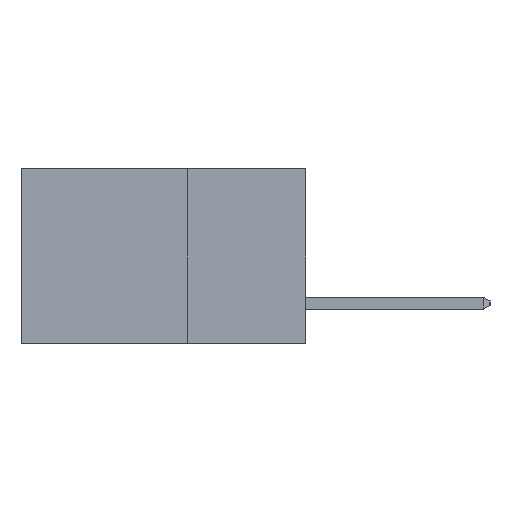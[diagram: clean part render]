
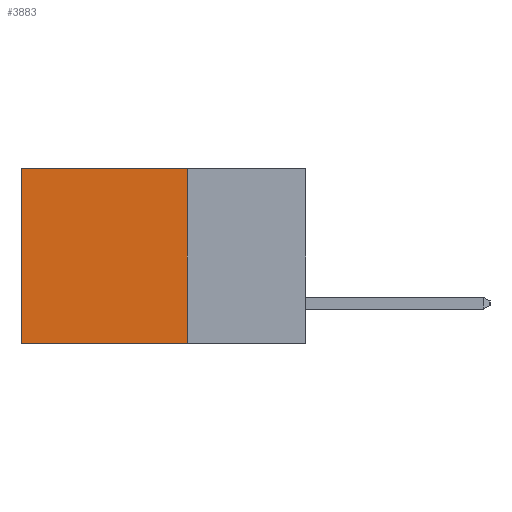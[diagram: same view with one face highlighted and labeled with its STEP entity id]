
A CAD part, left-side view. The second image highlights one B-rep face of the part: STEP entity #3883.
In plain terms, the highlighted planar face has unit normal (-1, 0, 0).
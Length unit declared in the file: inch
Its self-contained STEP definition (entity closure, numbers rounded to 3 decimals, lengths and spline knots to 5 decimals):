
#296 = CARTESIAN_POINT ( 'NONE',  ( 0.2615, 0.25, -0.37 ) ) ;
#465 = VERTEX_POINT ( 'NONE', #819 ) ;
#726 = CARTESIAN_POINT ( 'NONE',  ( 0.2615, 0.25, 0. ) ) ;
#819 = CARTESIAN_POINT ( 'NONE',  ( 0.2615, 0.25, -0.37 ) ) ;
#1196 = PLANE ( 'NONE',  #1962 ) ;
#1238 = CARTESIAN_POINT ( 'NONE',  ( 0.2615, 0.25, -0.37 ) ) ;
#1502 = VECTOR ( 'NONE', #9030, 39.37008 ) ;
#1670 = DIRECTION ( 'NONE',  ( 0., 0., -1. ) ) ;
#1676 = DIRECTION ( 'NONE',  ( 1., 0., 0. ) ) ;
#1702 = ORIENTED_EDGE ( 'NONE', *, *, #2581, .F. ) ;
#1962 = AXIS2_PLACEMENT_3D ( 'NONE', #1238, #1676, #1670 ) ;
#2100 = ORIENTED_EDGE ( 'NONE', *, *, #4475, .F. ) ;
#2581 = EDGE_CURVE ( 'NONE', #7956, #465, #6298, .T. ) ;
#3503 = VERTEX_POINT ( 'NONE', #3904 ) ;
#3681 = LINE ( 'NONE', #9054, #1502 ) ;
#3883 = ADVANCED_FACE ( 'NONE', ( #5424 ), #1196, .F. ) ;
#3904 = CARTESIAN_POINT ( 'NONE',  ( 0.2615, 0.6, -0.37 ) ) ;
#3917 = VERTEX_POINT ( 'NONE', #9015 ) ;
#4475 = EDGE_CURVE ( 'NONE', #465, #3503, #8561, .T. ) ;
#4515 = VECTOR ( 'NONE', #6828, 39.37008 ) ;
#5424 = FACE_OUTER_BOUND ( 'NONE', #9486, .T. ) ;
#5481 = EDGE_CURVE ( 'NONE', #7956, #3917, #9410, .T. ) ;
#5491 = EDGE_CURVE ( 'NONE', #3917, #3503, #3681, .T. ) ;
#5855 = VECTOR ( 'NONE', #7243, 39.37008 ) ;
#5886 = ORIENTED_EDGE ( 'NONE', *, *, #5491, .T. ) ;
#6298 = LINE ( 'NONE', #296, #5855 ) ;
#6755 = CARTESIAN_POINT ( 'NONE',  ( 0.2615, 0.25, -0.37 ) ) ;
#6828 = DIRECTION ( 'NONE',  ( 0., 1., 0. ) ) ;
#7243 = DIRECTION ( 'NONE',  ( 0., 0., -1. ) ) ;
#7290 = ORIENTED_EDGE ( 'NONE', *, *, #5481, .T. ) ;
#7795 = VECTOR ( 'NONE', #9129, 39.37008 ) ;
#7956 = VERTEX_POINT ( 'NONE', #726 ) ;
#8561 = LINE ( 'NONE', #6755, #4515 ) ;
#9015 = CARTESIAN_POINT ( 'NONE',  ( 0.2615, 0.6, 0. ) ) ;
#9030 = DIRECTION ( 'NONE',  ( 0., 0., -1. ) ) ;
#9054 = CARTESIAN_POINT ( 'NONE',  ( 0.2615, 0.6, -0.37 ) ) ;
#9102 = CARTESIAN_POINT ( 'NONE',  ( 0.2615, 0.25, 0. ) ) ;
#9129 = DIRECTION ( 'NONE',  ( 0., 1., 0. ) ) ;
#9410 = LINE ( 'NONE', #9102, #7795 ) ;
#9486 = EDGE_LOOP ( 'NONE', ( #5886, #2100, #1702, #7290 ) ) ;
